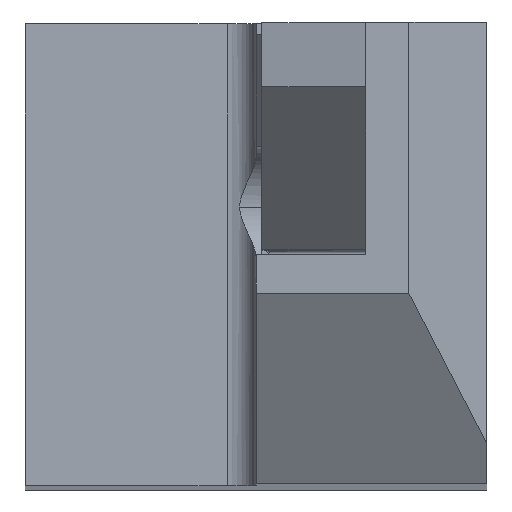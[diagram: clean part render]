
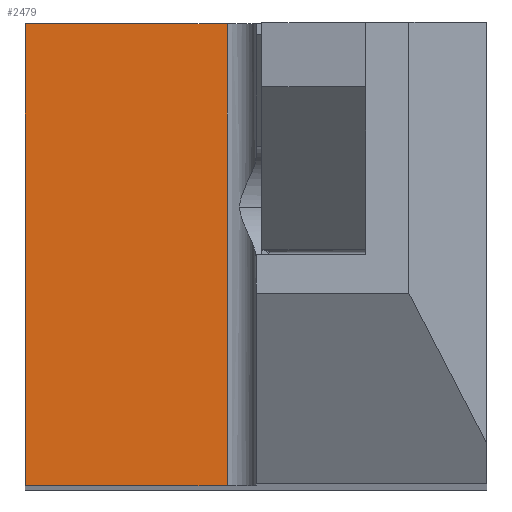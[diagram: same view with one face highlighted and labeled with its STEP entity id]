
A CAD part, top view. The second image highlights one B-rep face of the part: STEP entity #2479.
In plain terms, the highlighted planar face has unit normal (0, 0, 1).
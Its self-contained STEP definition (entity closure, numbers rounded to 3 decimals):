
#51 = CARTESIAN_POINT ( 'NONE',  ( 16., 0., -37. ) ) ;
#105 = FACE_OUTER_BOUND ( 'NONE', #486, .T. ) ;
#117 = ORIENTED_EDGE ( 'NONE', *, *, #1409, .F. ) ;
#140 = VERTEX_POINT ( 'NONE', #705 ) ;
#152 = LINE ( 'NONE', #593, #3603 ) ;
#258 = DIRECTION ( 'NONE',  ( -1., 0., 0. ) ) ;
#369 = DIRECTION ( 'NONE',  ( 0., 1., 0. ) ) ;
#392 = CARTESIAN_POINT ( 'NONE',  ( 64.311, 0., -37. ) ) ;
#486 = EDGE_LOOP ( 'NONE', ( #1494, #1975, #117, #642 ) ) ;
#495 = DIRECTION ( 'NONE',  ( 0., 0., -1. ) ) ;
#593 = CARTESIAN_POINT ( 'NONE',  ( 64.311, 16., -37. ) ) ;
#642 = ORIENTED_EDGE ( 'NONE', *, *, #1415, .F. ) ;
#705 = CARTESIAN_POINT ( 'NONE',  ( 16., 16., -37. ) ) ;
#733 = CARTESIAN_POINT ( 'NONE',  ( 23., 0., -37. ) ) ;
#996 = DIRECTION ( 'NONE',  ( 0., 1., 0. ) ) ;
#1112 = DIRECTION ( 'NONE',  ( -1., 0., 0. ) ) ;
#1374 = EDGE_CURVE ( 'NONE', #2940, #140, #2843, .T. ) ;
#1409 = EDGE_CURVE ( 'NONE', #3229, #2940, #2260, .T. ) ;
#1415 = EDGE_CURVE ( 'NONE', #3165, #3229, #2250, .T. ) ;
#1471 = PLANE ( 'NONE',  #3216 ) ;
#1494 = ORIENTED_EDGE ( 'NONE', *, *, #1601, .T. ) ;
#1601 = EDGE_CURVE ( 'NONE', #3165, #140, #152, .T. ) ;
#1751 = CARTESIAN_POINT ( 'NONE',  ( 16., 16., -37. ) ) ;
#1962 = VECTOR ( 'NONE', #3282, 1000. ) ;
#1975 = ORIENTED_EDGE ( 'NONE', *, *, #1374, .F. ) ;
#2062 = CARTESIAN_POINT ( 'NONE',  ( 64.311, 16., -37. ) ) ;
#2154 = VECTOR ( 'NONE', #258, 1000. ) ;
#2250 = LINE ( 'NONE', #3312, #1962 ) ;
#2260 = LINE ( 'NONE', #392, #2154 ) ;
#2456 = CARTESIAN_POINT ( 'NONE',  ( 23., 16., -37. ) ) ;
#2479 = ADVANCED_FACE ( 'NONE', ( #105 ), #1471, .F. ) ;
#2522 = VECTOR ( 'NONE', #996, 1000. ) ;
#2843 = LINE ( 'NONE', #1751, #2522 ) ;
#2940 = VERTEX_POINT ( 'NONE', #51 ) ;
#3165 = VERTEX_POINT ( 'NONE', #2456 ) ;
#3216 = AXIS2_PLACEMENT_3D ( 'NONE', #2062, #495, #369 ) ;
#3229 = VERTEX_POINT ( 'NONE', #733 ) ;
#3282 = DIRECTION ( 'NONE',  ( 0., -1., 0. ) ) ;
#3312 = CARTESIAN_POINT ( 'NONE',  ( 23., 0., -37. ) ) ;
#3603 = VECTOR ( 'NONE', #1112, 1000. ) ;
